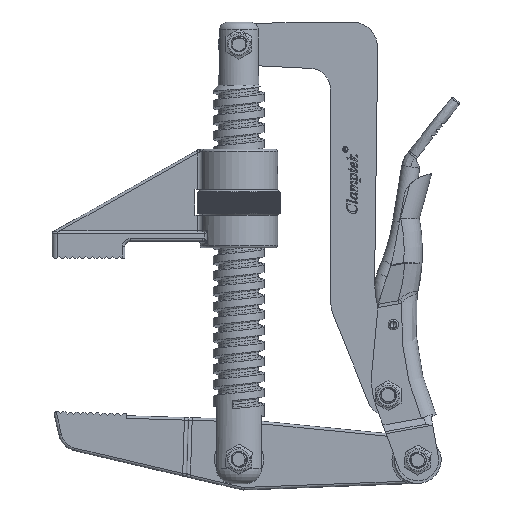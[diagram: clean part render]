
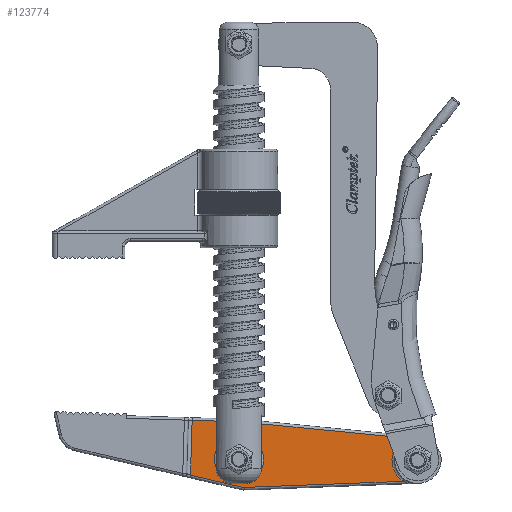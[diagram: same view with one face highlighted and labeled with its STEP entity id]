
A CAD part, front view. The second image highlights one B-rep face of the part: STEP entity #123774.
In plain terms, the highlighted face is planar.
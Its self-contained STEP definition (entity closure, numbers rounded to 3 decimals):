
#1351 = CARTESIAN_POINT ( 'NONE',  ( 72.272, 4., 1.756 ) ) ;
#6011 = EDGE_CURVE ( 'NONE', #165395, #173178, #84926, .T. ) ;
#7111 = CIRCLE ( 'NONE', #124902, 9.5 ) ;
#10939 = ORIENTED_EDGE ( 'NONE', *, *, #105050, .T. ) ;
#12991 = AXIS2_PLACEMENT_3D ( 'NONE', #46358, #142169, #60116 ) ;
#13019 = LINE ( 'NONE', #33222, #154423 ) ;
#15389 = ORIENTED_EDGE ( 'NONE', *, *, #19236, .T. ) ;
#15997 = CARTESIAN_POINT ( 'NONE',  ( 135.562, 4., 22.792 ) ) ;
#16034 = CARTESIAN_POINT ( 'NONE',  ( 141., 4., 14.4 ) ) ;
#19236 = EDGE_CURVE ( 'NONE', #20847, #72905, #13019, .T. ) ;
#20847 = VERTEX_POINT ( 'NONE', #100306 ) ;
#22917 = LINE ( 'NONE', #161496, #164274 ) ;
#26884 = CARTESIAN_POINT ( 'NONE',  ( 73.383, 4., 26.921 ) ) ;
#26936 = AXIS2_PLACEMENT_3D ( 'NONE', #151211, #164928, #82869 ) ;
#29823 = DIRECTION ( 'NONE',  ( 0., 0., -1. ) ) ;
#30654 = ORIENTED_EDGE ( 'NONE', *, *, #73662, .T. ) ;
#31090 = CARTESIAN_POINT ( 'NONE',  ( 53.5, 4., 22.912 ) ) ;
#32534 = ORIENTED_EDGE ( 'NONE', *, *, #49660, .T. ) ;
#33222 = CARTESIAN_POINT ( 'NONE',  ( 53.5, 4., 1.746 ) ) ;
#36320 = EDGE_CURVE ( 'NONE', #92155, #115402, #22917, .T. ) ;
#39311 = EDGE_CURVE ( 'NONE', #71240, #87338, #7111, .T. ) ;
#39701 = DIRECTION ( 'NONE',  ( 0., 1., 0. ) ) ;
#39779 = FACE_BOUND ( 'NONE', #95974, .T. ) ;
#46358 = CARTESIAN_POINT ( 'NONE',  ( 72., 4., 16.2 ) ) ;
#46666 = CARTESIAN_POINT ( 'NONE',  ( 53.051, 4., 28.46 ) ) ;
#48562 = CIRCLE ( 'NONE', #12991, 9.5 ) ;
#48643 = VECTOR ( 'NONE', #63276, 1000. ) ;
#49018 = DIRECTION ( 'NONE',  ( 0., 1., 0. ) ) ;
#49660 = EDGE_CURVE ( 'NONE', #173178, #68871, #121455, .T. ) ;
#54586 = VECTOR ( 'NONE', #58595, 1000. ) ;
#55367 = PLANE ( 'NONE',  #26936 ) ;
#55829 = ORIENTED_EDGE ( 'NONE', *, *, #145554, .T. ) ;
#56230 = VECTOR ( 'NONE', #156252, 1000. ) ;
#58149 = CIRCLE ( 'NONE', #136299, 4. ) ;
#58332 = VERTEX_POINT ( 'NONE', #136879 ) ;
#58595 = DIRECTION ( 'NONE',  ( 0., 0., -1. ) ) ;
#58857 = LINE ( 'NONE', #86124, #54586 ) ;
#60116 = DIRECTION ( 'NONE',  ( 0., 0., -1. ) ) ;
#63276 = DIRECTION ( 'NONE',  ( -0.998, 0., -0.067 ) ) ;
#64302 = CARTESIAN_POINT ( 'NONE',  ( 72., 4., 16.2 ) ) ;
#68871 = VERTEX_POINT ( 'NONE', #1351 ) ;
#71240 = VERTEX_POINT ( 'NONE', #89591 ) ;
#71898 = CIRCLE ( 'NONE', #160475, 4. ) ;
#72648 = ORIENTED_EDGE ( 'NONE', *, *, #115489, .F. ) ;
#72905 = VERTEX_POINT ( 'NONE', #97220 ) ;
#73662 = EDGE_CURVE ( 'NONE', #58332, #165395, #165476, .T. ) ;
#78047 = DIRECTION ( 'NONE',  ( 0., 0., -1. ) ) ;
#82869 = DIRECTION ( 'NONE',  ( 0., 0., -1. ) ) ;
#84926 = CIRCLE ( 'NONE', #109893, 10. ) ;
#86124 = CARTESIAN_POINT ( 'NONE',  ( 53.5, 4., 35. ) ) ;
#87338 = VERTEX_POINT ( 'NONE', #111255 ) ;
#89591 = CARTESIAN_POINT ( 'NONE',  ( 72., 4., 6.7 ) ) ;
#92155 = VERTEX_POINT ( 'NONE', #31090 ) ;
#93233 = DIRECTION ( 'NONE',  ( 0.98, 0., 0.198 ) ) ;
#95974 = EDGE_LOOP ( 'NONE', ( #164161, #55829 ) ) ;
#97220 = CARTESIAN_POINT ( 'NONE',  ( 53.5, 4., 1.746 ) ) ;
#100306 = CARTESIAN_POINT ( 'NONE',  ( 72.004, 4., 1.746 ) ) ;
#105050 = EDGE_CURVE ( 'NONE', #115402, #58332, #71898, .T. ) ;
#109893 = AXIS2_PLACEMENT_3D ( 'NONE', #16034, #111889, #29823 ) ;
#111255 = CARTESIAN_POINT ( 'NONE',  ( 72., 4., 25.7 ) ) ;
#111889 = DIRECTION ( 'NONE',  ( 0., -1., 0. ) ) ;
#112201 = ORIENTED_EDGE ( 'NONE', *, *, #6011, .T. ) ;
#115402 = VERTEX_POINT ( 'NONE', #26884 ) ;
#115489 = EDGE_CURVE ( 'NONE', #92155, #72905, #58857, .T. ) ;
#117764 = CARTESIAN_POINT ( 'NONE',  ( 55.812, 4., 0.648 ) ) ;
#121455 = LINE ( 'NONE', #117764, #48643 ) ;
#121732 = CARTESIAN_POINT ( 'NONE',  ( 72.004, 4., 5.746 ) ) ;
#123774 = ADVANCED_FACE ( 'NONE', ( #39779, #153350 ), #55367, .F. ) ;
#124902 = AXIS2_PLACEMENT_3D ( 'NONE', #64302, #160082, #78047 ) ;
#126642 = ORIENTED_EDGE ( 'NONE', *, *, #127427, .T. ) ;
#127427 = EDGE_CURVE ( 'NONE', #68871, #20847, #58149, .T. ) ;
#131037 = CARTESIAN_POINT ( 'NONE',  ( 74.173, 4., 23. ) ) ;
#135113 = EDGE_LOOP ( 'NONE', ( #30654, #112201, #32534, #126642, #15389, #72648, #138575, #10939 ) ) ;
#135537 = DIRECTION ( 'NONE',  ( 0., 0., -1. ) ) ;
#136299 = AXIS2_PLACEMENT_3D ( 'NONE', #121732, #39701, #135537 ) ;
#136879 = CARTESIAN_POINT ( 'NONE',  ( 74.447, 4., 26.991 ) ) ;
#138575 = ORIENTED_EDGE ( 'NONE', *, *, #36320, .T. ) ;
#142169 = DIRECTION ( 'NONE',  ( 0., -1., 0. ) ) ;
#144775 = DIRECTION ( 'NONE',  ( 0., 0., -1. ) ) ;
#145554 = EDGE_CURVE ( 'NONE', #87338, #71240, #48562, .T. ) ;
#150139 = CARTESIAN_POINT ( 'NONE',  ( 135.551, 4., 6.015 ) ) ;
#151211 = CARTESIAN_POINT ( 'NONE',  ( 53.5, 4., 35. ) ) ;
#153350 = FACE_OUTER_BOUND ( 'NONE', #135113, .T. ) ;
#154423 = VECTOR ( 'NONE', #170292, 1000. ) ;
#156252 = DIRECTION ( 'NONE',  ( 0.998, 0., -0.069 ) ) ;
#160082 = DIRECTION ( 'NONE',  ( 0., -1., 0. ) ) ;
#160475 = AXIS2_PLACEMENT_3D ( 'NONE', #131037, #49018, #144775 ) ;
#161496 = CARTESIAN_POINT ( 'NONE',  ( 55.842, 4., 23.384 ) ) ;
#164161 = ORIENTED_EDGE ( 'NONE', *, *, #39311, .T. ) ;
#164274 = VECTOR ( 'NONE', #93233, 1000. ) ;
#164928 = DIRECTION ( 'NONE',  ( 0., -1., 0. ) ) ;
#165395 = VERTEX_POINT ( 'NONE', #15997 ) ;
#165476 = LINE ( 'NONE', #46666, #56230 ) ;
#170292 = DIRECTION ( 'NONE',  ( -1., 0., 0. ) ) ;
#173178 = VERTEX_POINT ( 'NONE', #150139 ) ;
